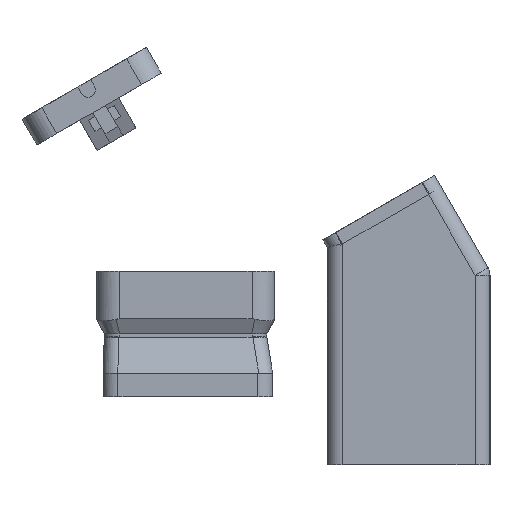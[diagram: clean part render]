
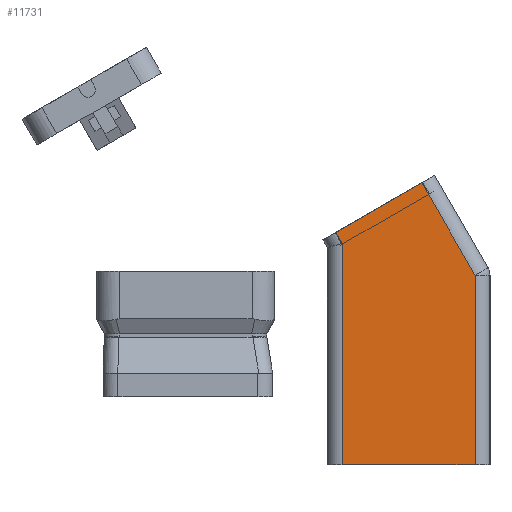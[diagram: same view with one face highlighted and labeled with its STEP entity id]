
A CAD part, front view. The second image highlights one B-rep face of the part: STEP entity #11731.
In plain terms, the highlighted planar face has unit normal (0, -1, 0).
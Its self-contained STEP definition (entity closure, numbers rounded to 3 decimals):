
#828=FACE_OUTER_BOUND('',#1501,.T.);
#1501=EDGE_LOOP('',(#9048,#9049,#9050,#9051,#9052,#9053));
#2403=LINE('',#18703,#3645);
#2460=LINE('',#19023,#3702);
#2461=LINE('',#19028,#3703);
#2462=LINE('',#19030,#3704);
#2463=LINE('',#19035,#3705);
#2464=LINE('',#19036,#3706);
#3645=VECTOR('',#14362,10.);
#3702=VECTOR('',#14481,10.);
#3703=VECTOR('',#14488,10.);
#3704=VECTOR('',#14491,10.);
#3705=VECTOR('',#14498,10.);
#3706=VECTOR('',#14499,10.);
#5120=VERTEX_POINT('',#18686);
#5128=VERTEX_POINT('',#18701);
#5191=VERTEX_POINT('',#19020);
#5192=VERTEX_POINT('',#19022);
#5193=VERTEX_POINT('',#19026);
#5194=VERTEX_POINT('',#19034);
#6490=EDGE_CURVE('',#5128,#5120,#2403,.T.);
#6571=EDGE_CURVE('',#5192,#5191,#2460,.T.);
#6574=EDGE_CURVE('',#5193,#5128,#2461,.T.);
#6575=EDGE_CURVE('',#5192,#5193,#2462,.T.);
#6577=EDGE_CURVE('',#5194,#5191,#2463,.T.);
#6578=EDGE_CURVE('',#5120,#5194,#2464,.T.);
#9048=ORIENTED_EDGE('',*,*,#6574,.F.);
#9049=ORIENTED_EDGE('',*,*,#6575,.F.);
#9050=ORIENTED_EDGE('',*,*,#6571,.T.);
#9051=ORIENTED_EDGE('',*,*,#6577,.F.);
#9052=ORIENTED_EDGE('',*,*,#6578,.F.);
#9053=ORIENTED_EDGE('',*,*,#6490,.F.);
#11224=PLANE('',#12531);
#11731=ADVANCED_FACE('',(#828),#11224,.F.);
#12531=AXIS2_PLACEMENT_3D('',#19033,#14496,#14497);
#14362=DIRECTION('',(-1.,0.,0.));
#14481=DIRECTION('',(-0.866,0.,-0.5));
#14488=DIRECTION('',(0.,0.,-1.));
#14491=DIRECTION('',(0.5,0.,-0.866));
#14496=DIRECTION('center_axis',(0.,1.,0.));
#14497=DIRECTION('ref_axis',(-1.,0.,0.));
#14498=DIRECTION('',(-0.5,0.,0.866));
#14499=DIRECTION('',(0.,0.,1.));
#18686=CARTESIAN_POINT('',(-169.12,-376.156,-18.762));
#18701=CARTESIAN_POINT('',(-124.436,-376.156,-18.762));
#18703=CARTESIAN_POINT('',(-136.291,-376.156,-18.762));
#19020=CARTESIAN_POINT('',(-171.29,-376.156,59.294));
#19022=CARTESIAN_POINT('',(-142.373,-376.156,75.99));
#19023=CARTESIAN_POINT('',(-138.389,-376.156,78.29));
#19026=CARTESIAN_POINT('',(-124.436,-376.156,44.921));
#19028=CARTESIAN_POINT('',(-124.436,-376.156,42.142));
#19030=CARTESIAN_POINT('',(-128.119,-376.156,51.301));
#19033=CARTESIAN_POINT('Origin',(-128.462,-376.156,42.142));
#19034=CARTESIAN_POINT('',(-169.12,-376.156,55.536));
#19035=CARTESIAN_POINT('',(-161.473,-376.156,42.291));
#19036=CARTESIAN_POINT('',(-169.12,-376.156,42.142));
